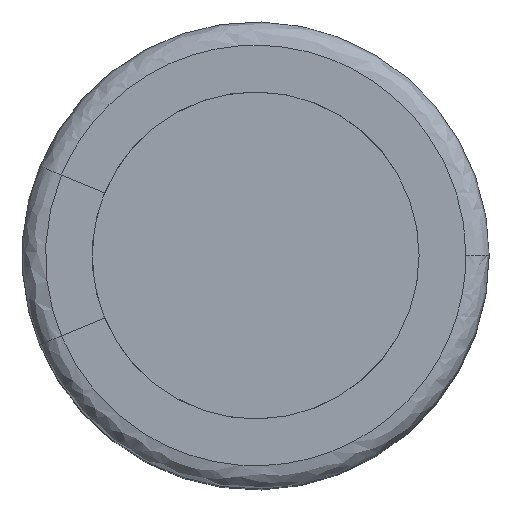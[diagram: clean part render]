
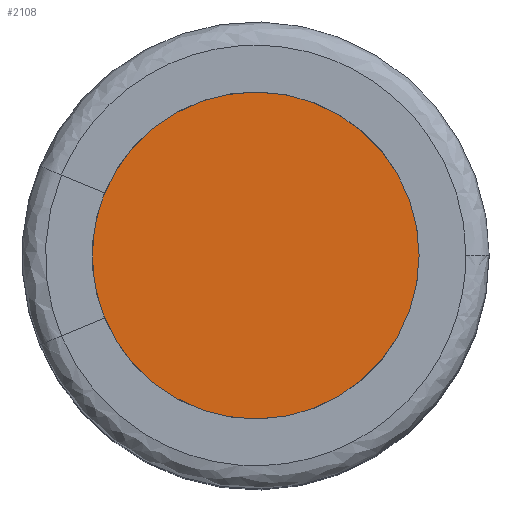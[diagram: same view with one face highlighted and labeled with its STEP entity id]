
A CAD part, top view. The second image highlights one B-rep face of the part: STEP entity #2108.
In plain terms, the highlighted planar face has unit normal (0, 0, 1).
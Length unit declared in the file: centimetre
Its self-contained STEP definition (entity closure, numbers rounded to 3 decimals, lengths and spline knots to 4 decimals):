
#13 = DIRECTION ( 'NONE',  ( 0., 0., 1. ) ) ;
#85 = AXIS2_PLACEMENT_3D ( 'NONE', #90, #1432, #1877 ) ;
#90 = CARTESIAN_POINT ( 'NONE',  ( 0., 0., 1.38 ) ) ;
#97 = CIRCLE ( 'NONE', #802, 0.3675 ) ;
#187 = DIRECTION ( 'NONE',  ( 1., 0., 0. ) ) ;
#280 = VERTEX_POINT ( 'NONE', #1715 ) ;
#506 = EDGE_LOOP ( 'NONE', ( #1899, #2311 ) ) ;
#802 = AXIS2_PLACEMENT_3D ( 'NONE', #1997, #1487, #2416 ) ;
#834 = PLANE ( 'NONE',  #2566 ) ;
#1351 = CIRCLE ( 'NONE', #85, 0.3675 ) ;
#1432 = DIRECTION ( 'NONE',  ( 0., 0., -1. ) ) ;
#1487 = DIRECTION ( 'NONE',  ( 0., 0., -1. ) ) ;
#1501 = EDGE_CURVE ( 'NONE', #280, #2175, #1351, .T. ) ;
#1545 = CARTESIAN_POINT ( 'NONE',  ( 0., 0., 1.38 ) ) ;
#1715 = CARTESIAN_POINT ( 'NONE',  ( 0.3675, 0., 1.38 ) ) ;
#1877 = DIRECTION ( 'NONE',  ( 1., 0., 0. ) ) ;
#1899 = ORIENTED_EDGE ( 'NONE', *, *, #1501, .F. ) ;
#1997 = CARTESIAN_POINT ( 'NONE',  ( 0., 0., 1.38 ) ) ;
#2108 = ADVANCED_FACE ( 'NONE', ( #2354 ), #834, .T. ) ;
#2175 = VERTEX_POINT ( 'NONE', #2243 ) ;
#2243 = CARTESIAN_POINT ( 'NONE',  ( -0.3675, 0., 1.38 ) ) ;
#2311 = ORIENTED_EDGE ( 'NONE', *, *, #2661, .F. ) ;
#2354 = FACE_OUTER_BOUND ( 'NONE', #506, .T. ) ;
#2416 = DIRECTION ( 'NONE',  ( 1., 0., 0. ) ) ;
#2566 = AXIS2_PLACEMENT_3D ( 'NONE', #1545, #13, #187 ) ;
#2661 = EDGE_CURVE ( 'NONE', #2175, #280, #97, .T. ) ;
